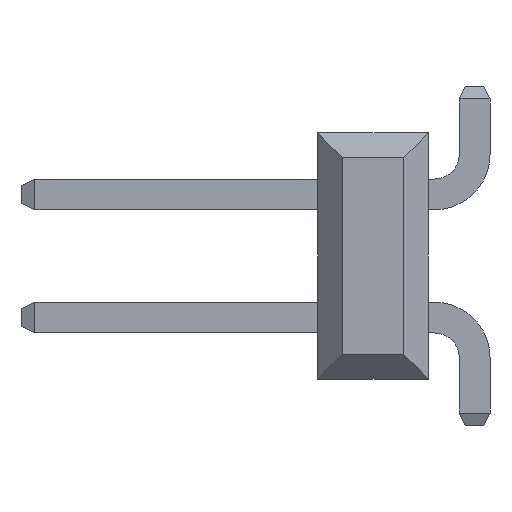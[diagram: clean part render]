
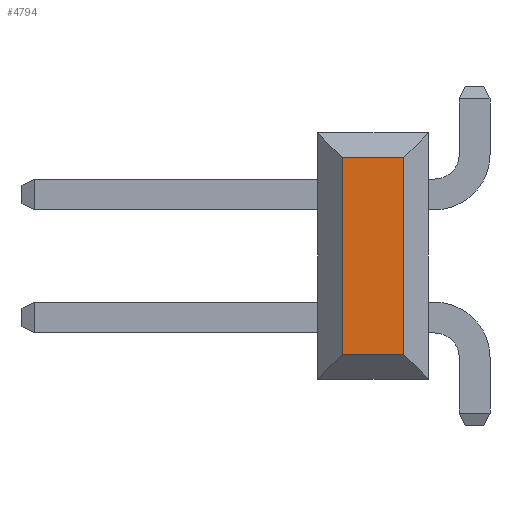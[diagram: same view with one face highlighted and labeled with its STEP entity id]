
A CAD part, left-side view. The second image highlights one B-rep face of the part: STEP entity #4794.
In plain terms, the highlighted planar face has unit normal (-1, 0, 0).
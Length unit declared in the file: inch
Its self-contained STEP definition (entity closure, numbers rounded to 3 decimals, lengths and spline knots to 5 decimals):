
#713=DIRECTION('',(0.,0.,1.));
#714=VECTOR('',#713,0.16);
#715=CARTESIAN_POINT('',(-0.3,-0.025,-0.08));
#716=LINE('',#715,#714);
#725=DIRECTION('',(0.,0.,1.));
#726=VECTOR('',#725,0.16);
#727=CARTESIAN_POINT('',(-0.3,0.025,-0.08));
#728=LINE('',#727,#726);
#729=DIRECTION('',(0.,-1.,0.));
#730=VECTOR('',#729,0.05);
#731=CARTESIAN_POINT('',(-0.3,0.025,0.08));
#732=LINE('',#731,#730);
#733=DIRECTION('',(0.,-1.,0.));
#734=VECTOR('',#733,0.05);
#735=CARTESIAN_POINT('',(-0.3,0.025,-0.08));
#736=LINE('',#735,#734);
#3137=CARTESIAN_POINT('',(-0.3,0.025,-0.08));
#3138=CARTESIAN_POINT('',(-0.3,0.025,0.08));
#3139=VERTEX_POINT('',#3137);
#3140=VERTEX_POINT('',#3138);
#3141=CARTESIAN_POINT('',(-0.3,-0.025,-0.08));
#3142=CARTESIAN_POINT('',(-0.3,-0.025,0.08));
#3143=VERTEX_POINT('',#3141);
#3144=VERTEX_POINT('',#3142);
#4780=CARTESIAN_POINT('',(-0.3,0.025,-0.1));
#4781=DIRECTION('',(-1.,0.,0.));
#4782=DIRECTION('',(0.,-1.,0.));
#4783=AXIS2_PLACEMENT_3D('',#4780,#4781,#4782);
#4784=PLANE('',#4783);
#4786=ORIENTED_EDGE('',*,*,#4785,.T.);
#4788=ORIENTED_EDGE('',*,*,#4787,.T.);
#4789=ORIENTED_EDGE('',*,*,#4770,.F.);
#4791=ORIENTED_EDGE('',*,*,#4790,.F.);
#4792=EDGE_LOOP('',(#4786,#4788,#4789,#4791));
#4793=FACE_OUTER_BOUND('',#4792,.F.);
#4794=ADVANCED_FACE('',(#4793),#4784,.T.);
#4770=EDGE_CURVE('',#3143,#3144,#716,.T.);
#4785=EDGE_CURVE('',#3139,#3140,#728,.T.);
#4787=EDGE_CURVE('',#3140,#3144,#732,.T.);
#4790=EDGE_CURVE('',#3139,#3143,#736,.T.);
